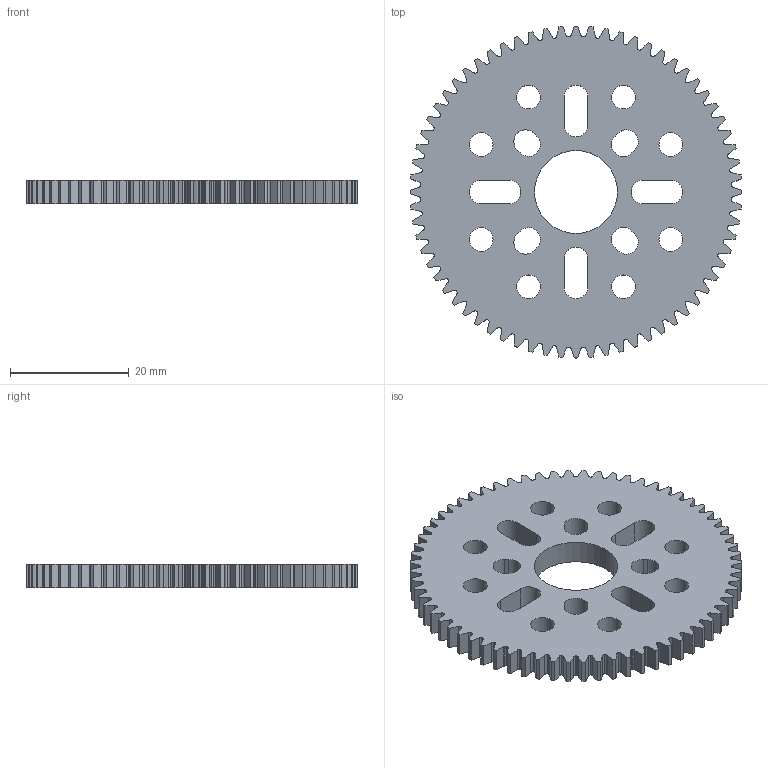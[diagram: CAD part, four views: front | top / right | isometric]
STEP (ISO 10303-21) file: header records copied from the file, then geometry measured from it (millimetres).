
FILE_DESCRIPTION (( 'STEP AP203' ), '1' );
FILE_NAME ('2312-0014-0068.STEP', '2019-08-22T15:50:43', ( '' ), ( '' ), 'SwSTEP 2.0', 'SolidWorks 2016', '' );
FILE_SCHEMA (( 'CONFIG_CONTROL_DESIGN' ));
Length unit declared in the file: millimetre
Products named in the file (1): 2312-0014-0068
Bounding box: 56 x 56 x 4 mm (x, y, z)
Volume: 7500.4 mm3; surface area: 6237.5 mm2
Topology: 1 solids, 1 shells, 603 faces, 1803 edges, 1202 vertices
Faces by surface type: bspline 272, cylinder 177, plane 154
Entity records: 29060 total; most frequent: CARTESIAN_POINT 14217, ORIENTED_EDGE 3606, DIRECTION 2277, EDGE_CURVE 1803, VERTEX_POINT 1202, VECTOR 905, LINE 905, AXIS2_PLACEMENT_3D 686
